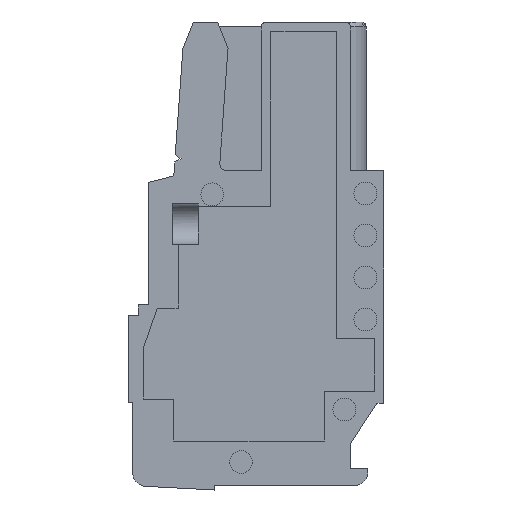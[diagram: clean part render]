
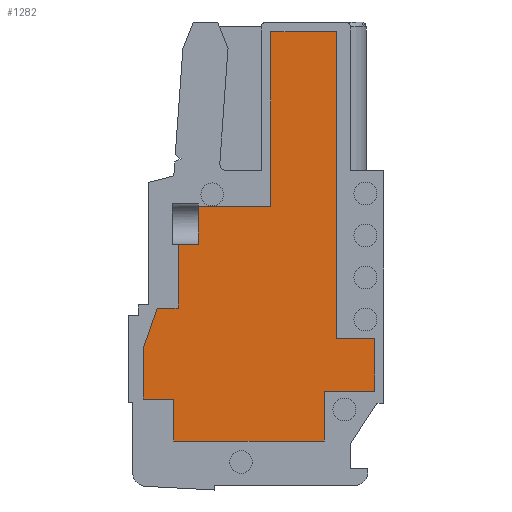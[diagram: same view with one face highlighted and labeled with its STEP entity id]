
A CAD part, left-side view. The second image highlights one B-rep face of the part: STEP entity #1282.
In plain terms, the highlighted planar face has unit normal (-1, 0, 0).
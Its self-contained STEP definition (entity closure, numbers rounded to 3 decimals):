
#1282 = ADVANCED_FACE( '', ( #2859 ), #2860, .F. );
#2859 = FACE_OUTER_BOUND( '', #4803, .T. );
#2860 = PLANE( '', #4804 );
#4803 = EDGE_LOOP( '', ( #8004, #8005, #8006, #8007, #8008, #8009, #8010, #8011, #8012, #8013, #8014, #8015, #8016, #8017, #8018, #8019, #8020 ) );
#4804 = AXIS2_PLACEMENT_3D( '', #8021, #8022, #8023 );
#8004 = ORIENTED_EDGE( '', *, *, #12408, .T. );
#8005 = ORIENTED_EDGE( '', *, *, #12647, .F. );
#8006 = ORIENTED_EDGE( '', *, *, #12648, .F. );
#8007 = ORIENTED_EDGE( '', *, *, #12649, .F. );
#8008 = ORIENTED_EDGE( '', *, *, #12650, .F. );
#8009 = ORIENTED_EDGE( '', *, *, #12327, .F. );
#8010 = ORIENTED_EDGE( '', *, *, #12651, .F. );
#8011 = ORIENTED_EDGE( '', *, *, #12591, .F. );
#8012 = ORIENTED_EDGE( '', *, *, #12627, .F. );
#8013 = ORIENTED_EDGE( '', *, *, #12652, .F. );
#8014 = ORIENTED_EDGE( '', *, *, #12653, .F. );
#8015 = ORIENTED_EDGE( '', *, *, #12654, .F. );
#8016 = ORIENTED_EDGE( '', *, *, #11997, .F. );
#8017 = ORIENTED_EDGE( '', *, *, #12655, .F. );
#8018 = ORIENTED_EDGE( '', *, *, #12656, .F. );
#8019 = ORIENTED_EDGE( '', *, *, #12657, .F. );
#8020 = ORIENTED_EDGE( '', *, *, #12658, .T. );
#8021 = CARTESIAN_POINT( '', ( -2.4, 0., 0. ) );
#8022 = DIRECTION( '', ( 1., 0., 0. ) );
#8023 = DIRECTION( '', ( 0., 0., -1. ) );
#11997 = EDGE_CURVE( '', #14547, #14549, #14550, .T. );
#12327 = EDGE_CURVE( '', #15094, #15096, #15097, .T. );
#12408 = EDGE_CURVE( '', #15224, #15222, #15225, .T. );
#12591 = EDGE_CURVE( '', #15504, #15506, #15507, .T. );
#12627 = EDGE_CURVE( '', #15557, #15504, #15559, .T. );
#12647 = EDGE_CURVE( '', #15585, #15222, #15586, .T. );
#12648 = EDGE_CURVE( '', #15587, #15585, #15588, .T. );
#12649 = EDGE_CURVE( '', #15589, #15587, #15590, .T. );
#12650 = EDGE_CURVE( '', #15096, #15589, #15591, .T. );
#12651 = EDGE_CURVE( '', #15506, #15094, #15592, .T. );
#12652 = EDGE_CURVE( '', #15593, #15557, #15594, .T. );
#12653 = EDGE_CURVE( '', #15595, #15593, #15596, .T. );
#12654 = EDGE_CURVE( '', #14549, #15595, #15597, .T. );
#12655 = EDGE_CURVE( '', #15598, #14547, #15599, .T. );
#12656 = EDGE_CURVE( '', #15600, #15598, #15601, .T. );
#12657 = EDGE_CURVE( '', #15602, #15600, #15603, .T. );
#12658 = EDGE_CURVE( '', #15602, #15224, #15604, .T. );
#14547 = VERTEX_POINT( '', #18105 );
#14549 = VERTEX_POINT( '', #18108 );
#14550 = LINE( '', #18109, #18110 );
#15094 = VERTEX_POINT( '', #18869 );
#15096 = VERTEX_POINT( '', #18872 );
#15097 = LINE( '', #18873, #18874 );
#15222 = VERTEX_POINT( '', #19043 );
#15224 = VERTEX_POINT( '', #19046 );
#15225 = LINE( '', #19047, #19048 );
#15504 = VERTEX_POINT( '', #19458 );
#15506 = VERTEX_POINT( '', #19461 );
#15507 = LINE( '', #19462, #19463 );
#15557 = VERTEX_POINT( '', #19532 );
#15559 = LINE( '', #19535, #19536 );
#15585 = VERTEX_POINT( '', #19573 );
#15586 = LINE( '', #19574, #19575 );
#15587 = VERTEX_POINT( '', #19576 );
#15588 = LINE( '', #19577, #19578 );
#15589 = VERTEX_POINT( '', #19579 );
#15590 = LINE( '', #19580, #19581 );
#15591 = LINE( '', #19582, #19583 );
#15592 = LINE( '', #19584, #19585 );
#15593 = VERTEX_POINT( '', #19586 );
#15594 = LINE( '', #19587, #19588 );
#15595 = VERTEX_POINT( '', #19589 );
#15596 = LINE( '', #19590, #19591 );
#15597 = LINE( '', #19592, #19593 );
#15598 = VERTEX_POINT( '', #19594 );
#15599 = LINE( '', #19595, #19596 );
#15600 = VERTEX_POINT( '', #19597 );
#15601 = LINE( '', #19598, #19599 );
#15602 = VERTEX_POINT( '', #19600 );
#15603 = LINE( '', #19601, #19602 );
#15604 = LINE( '', #19603, #19604 );
#18105 = CARTESIAN_POINT( '', ( -2.4, -2.575, 14.6 ) );
#18108 = CARTESIAN_POINT( '', ( -2.4, -2.575, -2.95 ) );
#18109 = CARTESIAN_POINT( '', ( -2.4, -2.575, 14.6 ) );
#18110 = VECTOR( '', #21936, 1000. );
#18869 = CARTESIAN_POINT( '', ( -2.4, 6.725, -6.4 ) );
#18872 = CARTESIAN_POINT( '', ( -2.4, 8.475, -6.4 ) );
#18873 = CARTESIAN_POINT( '', ( -2.4, 6.725, -6.4 ) );
#18874 = VECTOR( '', #22300, 1000. );
#19043 = CARTESIAN_POINT( '', ( -2.4, 6.475, 2.45 ) );
#19046 = CARTESIAN_POINT( '', ( -2.4, 5.325, 2.45 ) );
#19047 = CARTESIAN_POINT( '', ( -2.4, 5.325, 2.45 ) );
#19048 = VECTOR( '', #22400, 1000. );
#19458 = CARTESIAN_POINT( '', ( -2.4, -1.875, -8.8 ) );
#19461 = CARTESIAN_POINT( '', ( -2.4, 6.725, -8.8 ) );
#19462 = CARTESIAN_POINT( '', ( -2.4, -1.875, -8.8 ) );
#19463 = VECTOR( '', #22585, 1000. );
#19532 = CARTESIAN_POINT( '', ( -2.4, -1.875, -5.95 ) );
#19535 = CARTESIAN_POINT( '', ( -2.4, -1.875, -5.95 ) );
#19536 = VECTOR( '', #22618, 1000. );
#19573 = CARTESIAN_POINT( '', ( -2.4, 6.475, -1.2 ) );
#19574 = CARTESIAN_POINT( '', ( -2.4, 6.475, -1.2 ) );
#19575 = VECTOR( '', #22633, 1000. );
#19576 = CARTESIAN_POINT( '', ( -2.4, 7.675, -1.2 ) );
#19577 = CARTESIAN_POINT( '', ( -2.4, 7.675, -1.2 ) );
#19578 = VECTOR( '', #22634, 1000. );
#19579 = CARTESIAN_POINT( '', ( -2.4, 8.475, -3.5 ) );
#19580 = CARTESIAN_POINT( '', ( -2.4, 8.475, -3.5 ) );
#19581 = VECTOR( '', #22635, 1000. );
#19582 = CARTESIAN_POINT( '', ( -2.4, 8.475, -6.4 ) );
#19583 = VECTOR( '', #22636, 1000. );
#19584 = CARTESIAN_POINT( '', ( -2.4, 6.725, -8.8 ) );
#19585 = VECTOR( '', #22637, 1000. );
#19586 = CARTESIAN_POINT( '', ( -2.4, -4.775, -5.95 ) );
#19587 = CARTESIAN_POINT( '', ( -2.4, -4.775, -5.95 ) );
#19588 = VECTOR( '', #22638, 1000. );
#19589 = CARTESIAN_POINT( '', ( -2.4, -4.775, -2.95 ) );
#19590 = CARTESIAN_POINT( '', ( -2.4, -4.775, -2.95 ) );
#19591 = VECTOR( '', #22639, 1000. );
#19592 = CARTESIAN_POINT( '', ( -2.4, -2.575, -2.95 ) );
#19593 = VECTOR( '', #22640, 1000. );
#19594 = CARTESIAN_POINT( '', ( -2.4, 1.175, 14.6 ) );
#19595 = CARTESIAN_POINT( '', ( -2.4, 1.175, 14.6 ) );
#19596 = VECTOR( '', #22641, 1000. );
#19597 = CARTESIAN_POINT( '', ( -2.4, 1.175, 4.6 ) );
#19598 = CARTESIAN_POINT( '', ( -2.4, 1.175, 4.6 ) );
#19599 = VECTOR( '', #22642, 1000. );
#19600 = CARTESIAN_POINT( '', ( -2.4, 5.325, 4.6 ) );
#19601 = CARTESIAN_POINT( '', ( -2.4, 6.475, 4.6 ) );
#19602 = VECTOR( '', #22643, 1000. );
#19603 = CARTESIAN_POINT( '', ( -2.4, 5.325, 3.6 ) );
#19604 = VECTOR( '', #22644, 1000. );
#21936 = DIRECTION( '', ( 0., 0., -1. ) );
#22300 = DIRECTION( '', ( 0., 1., 0. ) );
#22400 = DIRECTION( '', ( 0., 1., 0. ) );
#22585 = DIRECTION( '', ( 0., 1., 0. ) );
#22618 = DIRECTION( '', ( 0., 0., -1. ) );
#22633 = DIRECTION( '', ( 0., 0., 1. ) );
#22634 = DIRECTION( '', ( 0., -1., 0. ) );
#22635 = DIRECTION( '', ( 0., -0.329, 0.944 ) );
#22636 = DIRECTION( '', ( 0., 0., 1. ) );
#22637 = DIRECTION( '', ( 0., 0., 1. ) );
#22638 = DIRECTION( '', ( 0., 1., 0. ) );
#22639 = DIRECTION( '', ( 0., 0., -1. ) );
#22640 = DIRECTION( '', ( 0., -1., 0. ) );
#22641 = DIRECTION( '', ( 0., -1., 0. ) );
#22642 = DIRECTION( '', ( 0., 0., 1. ) );
#22643 = DIRECTION( '', ( 0., -1., 0. ) );
#22644 = DIRECTION( '', ( 0., 0., -1. ) );
